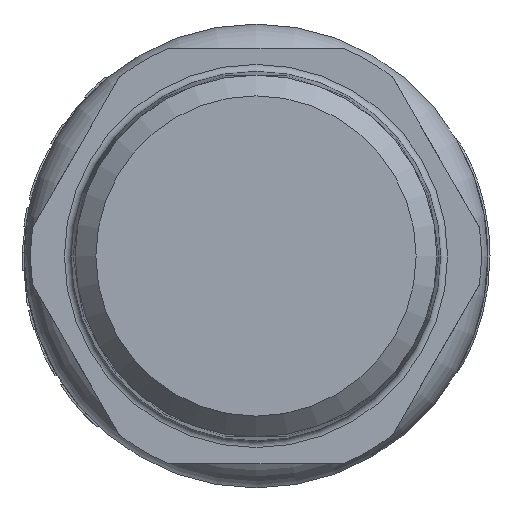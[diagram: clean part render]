
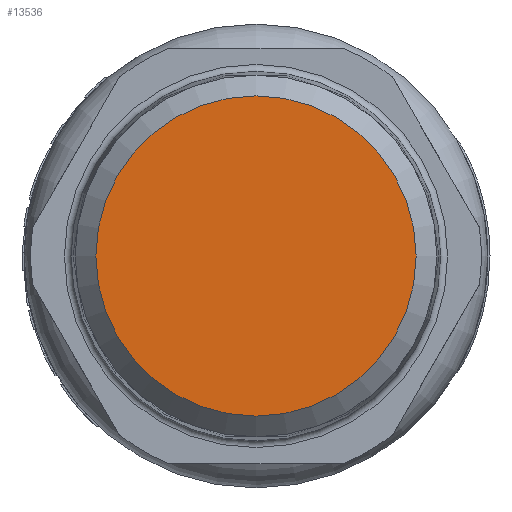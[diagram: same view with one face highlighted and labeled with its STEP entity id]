
A CAD part, left-side view. The second image highlights one B-rep face of the part: STEP entity #13536.
In plain terms, the highlighted planar face has unit normal (-1, 0, 0).
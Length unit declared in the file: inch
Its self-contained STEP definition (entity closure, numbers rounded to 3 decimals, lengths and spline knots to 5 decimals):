
#1274=PLANE('',#14761);
#1871=FACE_OUTER_BOUND('',#2633,.T.);
#2633=EDGE_LOOP('',(#10672,#10673));
#4586=CIRCLE('',#14762,0.45535);
#4587=CIRCLE('',#14763,0.45535);
#5634=VERTEX_POINT('',#23825);
#5635=VERTEX_POINT('',#23826);
#7415=EDGE_CURVE('',#5634,#5635,#4586,.T.);
#7416=EDGE_CURVE('',#5635,#5634,#4587,.T.);
#10672=ORIENTED_EDGE('',*,*,#7415,.T.);
#10673=ORIENTED_EDGE('',*,*,#7416,.T.);
#13536=ADVANCED_FACE('',(#1871),#1274,.T.);
#14761=AXIS2_PLACEMENT_3D('',#23824,#17341,#17342);
#14762=AXIS2_PLACEMENT_3D('',#23827,#17343,#17344);
#14763=AXIS2_PLACEMENT_3D('',#23828,#17345,#17346);
#17341=DIRECTION('center_axis',(-1.,0.,0.));
#17342=DIRECTION('ref_axis',(0.,0.,
-1.));
#17343=DIRECTION('center_axis',(-1.,0.,0.));
#17344=DIRECTION('ref_axis',(0.,-1.,0.));
#17345=DIRECTION('center_axis',(-1.,0.,0.));
#17346=DIRECTION('ref_axis',(0.,-1.,0.));
#23824=CARTESIAN_POINT('Origin',(-2.13976,-0.51246,0.));
#23825=CARTESIAN_POINT('',(-2.13976,-0.45535,0.));
#23826=CARTESIAN_POINT('',(-2.13976,0.45535,0.));
#23827=CARTESIAN_POINT('Origin',(-2.13976,0.,
0.));
#23828=CARTESIAN_POINT('Origin',(-2.13976,0.,
0.));
